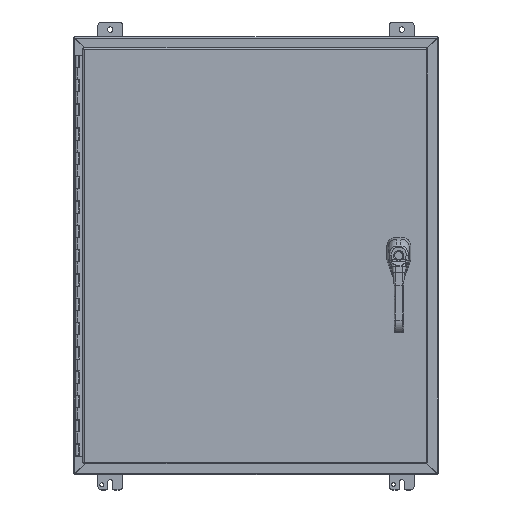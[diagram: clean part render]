
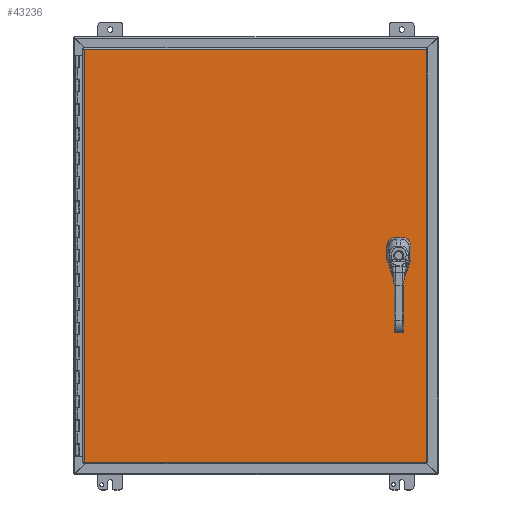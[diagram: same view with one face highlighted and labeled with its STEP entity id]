
A CAD part, top view. The second image highlights one B-rep face of the part: STEP entity #43236.
In plain terms, the highlighted face is planar.
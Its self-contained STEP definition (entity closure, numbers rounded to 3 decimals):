
#3061=FACE_BOUND('',#8546,.T.);
#3062=FACE_BOUND('',#8547,.T.);
#3063=FACE_BOUND('',#8548,.T.);
#3064=FACE_BOUND('',#8549,.T.);
#3710=PLANE('',#48227);
#5885=FACE_OUTER_BOUND('',#8545,.T.);
#8545=EDGE_LOOP('',(#36630,#36631,#36632,#36633));
#8546=EDGE_LOOP('',(#36634,#36635,#36636,#36637,#36638,#36639,#36640,#36641));
#8547=EDGE_LOOP('',(#36642));
#8548=EDGE_LOOP('',(#36643));
#8549=EDGE_LOOP('',(#36644));
#11204=LINE('',#106556,#14292);
#11208=LINE('',#106568,#14296);
#11212=LINE('',#106580,#14300);
#11216=LINE('',#106590,#14304);
#11241=LINE('',#106763,#14329);
#11254=LINE('',#106898,#14342);
#11272=LINE('',#107067,#14360);
#11276=LINE('',#107102,#14364);
#14292=VECTOR('',#58244,0.394);
#14296=VECTOR('',#58256,0.394);
#14300=VECTOR('',#58268,0.394);
#14304=VECTOR('',#58280,0.394);
#14329=VECTOR('',#58337,0.394);
#14342=VECTOR('',#58360,0.394);
#14360=VECTOR('',#58394,0.394);
#14364=VECTOR('',#58404,0.394);
#17233=CIRCLE('',#48171,0.453);
#17235=CIRCLE('',#48175,0.453);
#17237=CIRCLE('',#48179,0.453);
#17239=CIRCLE('',#48183,0.453);
#17240=CIRCLE('',#48186,0.141);
#17242=CIRCLE('',#48189,0.141);
#17244=CIRCLE('',#48192,0.141);
#20299=VERTEX_POINT('',#106547);
#20300=VERTEX_POINT('',#106549);
#20302=VERTEX_POINT('',#106555);
#20304=VERTEX_POINT('',#106561);
#20306=VERTEX_POINT('',#106567);
#20308=VERTEX_POINT('',#106573);
#20310=VERTEX_POINT('',#106579);
#20312=VERTEX_POINT('',#106585);
#20313=VERTEX_POINT('',#106592);
#20315=VERTEX_POINT('',#106598);
#20317=VERTEX_POINT('',#106604);
#20342=VERTEX_POINT('',#106754);
#20343=VERTEX_POINT('',#106762);
#20347=VERTEX_POINT('',#106834);
#20353=VERTEX_POINT('',#106890);
#25867=EDGE_CURVE('',#20300,#20299,#17233,.T.);
#25870=EDGE_CURVE('',#20302,#20300,#11204,.T.);
#25873=EDGE_CURVE('',#20304,#20302,#17235,.T.);
#25876=EDGE_CURVE('',#20306,#20304,#11208,.T.);
#25879=EDGE_CURVE('',#20308,#20306,#17237,.T.);
#25882=EDGE_CURVE('',#20310,#20308,#11212,.T.);
#25885=EDGE_CURVE('',#20312,#20310,#17239,.T.);
#25888=EDGE_CURVE('',#20299,#20312,#11216,.T.);
#25889=EDGE_CURVE('',#20313,#20313,#17240,.T.);
#25892=EDGE_CURVE('',#20315,#20315,#17242,.T.);
#25895=EDGE_CURVE('',#20317,#20317,#17244,.T.);
#25928=EDGE_CURVE('',#20343,#20342,#11241,.T.);
#25948=EDGE_CURVE('',#20347,#20353,#11254,.T.);
#25973=EDGE_CURVE('',#20342,#20347,#11272,.T.);
#25978=EDGE_CURVE('',#20353,#20343,#11276,.T.);
#36630=ORIENTED_EDGE('',*,*,#25973,.T.);
#36631=ORIENTED_EDGE('',*,*,#25948,.T.);
#36632=ORIENTED_EDGE('',*,*,#25978,.T.);
#36633=ORIENTED_EDGE('',*,*,#25928,.T.);
#36634=ORIENTED_EDGE('',*,*,#25867,.T.);
#36635=ORIENTED_EDGE('',*,*,#25888,.T.);
#36636=ORIENTED_EDGE('',*,*,#25885,.T.);
#36637=ORIENTED_EDGE('',*,*,#25882,.T.);
#36638=ORIENTED_EDGE('',*,*,#25879,.T.);
#36639=ORIENTED_EDGE('',*,*,#25876,.T.);
#36640=ORIENTED_EDGE('',*,*,#25873,.T.);
#36641=ORIENTED_EDGE('',*,*,#25870,.T.);
#36642=ORIENTED_EDGE('',*,*,#25889,.T.);
#36643=ORIENTED_EDGE('',*,*,#25892,.T.);
#36644=ORIENTED_EDGE('',*,*,#25895,.T.);
#43236=ADVANCED_FACE('',(#5885,#3061,#3062,#3063,#3064),#3710,.F.);
#48171=AXIS2_PLACEMENT_3D('',#106550,#58238,#58239);
#48175=AXIS2_PLACEMENT_3D('',#106562,#58250,#58251);
#48179=AXIS2_PLACEMENT_3D('',#106574,#58262,#58263);
#48183=AXIS2_PLACEMENT_3D('',#106586,#58274,#58275);
#48186=AXIS2_PLACEMENT_3D('',#106593,#58283,#58284);
#48189=AXIS2_PLACEMENT_3D('',#106599,#58290,#58291);
#48192=AXIS2_PLACEMENT_3D('',#106605,#58297,#58298);
#48227=AXIS2_PLACEMENT_3D('',#107205,#58440,#58441);
#58238=DIRECTION('center_axis',(0.,0.,1.));
#58239=DIRECTION('ref_axis',(-0.469,-0.883,0.));
#58244=DIRECTION('',(0.,1.,0.));
#58250=DIRECTION('center_axis',(0.,0.,1.));
#58251=DIRECTION('ref_axis',(-0.883,0.469,0.));
#58256=DIRECTION('',(1.,0.,0.));
#58262=DIRECTION('center_axis',(0.,0.,1.));
#58263=DIRECTION('ref_axis',(0.469,0.883,0.));
#58268=DIRECTION('',(0.,-1.,0.));
#58274=DIRECTION('center_axis',(0.,0.,1.));
#58275=DIRECTION('ref_axis',(0.883,-0.469,0.));
#58280=DIRECTION('',(-1.,0.,0.));
#58283=DIRECTION('center_axis',(0.,0.,1.));
#58284=DIRECTION('ref_axis',(1.,0.,0.));
#58290=DIRECTION('center_axis',(0.,0.,1.));
#58291=DIRECTION('ref_axis',(1.,0.,0.));
#58297=DIRECTION('center_axis',(0.,0.,1.));
#58298=DIRECTION('ref_axis',(1.,0.,0.));
#58337=DIRECTION('',(-1.,0.,0.));
#58360=DIRECTION('',(1.,0.,0.));
#58394=DIRECTION('',(0.,1.,0.));
#58404=DIRECTION('',(0.,-1.,0.));
#58440=DIRECTION('center_axis',(0.,0.,1.));
#58441=DIRECTION('ref_axis',(1.,0.,0.));
#106547=CARTESIAN_POINT('',(12.025,0.4,0.));
#106549=CARTESIAN_POINT('',(12.213,0.213,0.));
#106550=CARTESIAN_POINT('Origin',(11.813,0.,0.));
#106555=CARTESIAN_POINT('',(12.213,-0.213,0.));
#106556=CARTESIAN_POINT('',(12.213,0.106,0.));
#106561=CARTESIAN_POINT('',(12.025,-0.4,0.));
#106562=CARTESIAN_POINT('Origin',(11.813,0.,0.));
#106567=CARTESIAN_POINT('',(11.6,-0.4,0.));
#106568=CARTESIAN_POINT('',(6.013,-0.4,0.));
#106573=CARTESIAN_POINT('',(11.413,-0.213,0.));
#106574=CARTESIAN_POINT('Origin',(11.813,0.,0.));
#106579=CARTESIAN_POINT('',(11.413,0.213,0.));
#106580=CARTESIAN_POINT('',(11.413,-0.106,0.));
#106585=CARTESIAN_POINT('',(11.6,0.4,0.));
#106586=CARTESIAN_POINT('Origin',(11.813,0.,0.));
#106590=CARTESIAN_POINT('',(5.8,0.4,0.));
#106592=CARTESIAN_POINT('',(11.672,0.886,0.));
#106593=CARTESIAN_POINT('Origin',(11.813,0.886,0.));
#106598=CARTESIAN_POINT('',(11.672,1.378,0.));
#106599=CARTESIAN_POINT('Origin',(11.813,1.378,0.));
#106604=CARTESIAN_POINT('',(11.672,-0.885,0.));
#106605=CARTESIAN_POINT('Origin',(11.813,-0.885,0.));
#106754=CARTESIAN_POINT('',(-14.082,-16.989,0.));
#106762=CARTESIAN_POINT('',(14.082,-16.989,0.));
#106763=CARTESIAN_POINT('',(7.041,-16.989,0.));
#106834=CARTESIAN_POINT('',(-14.082,16.989,0.));
#106890=CARTESIAN_POINT('',(14.082,16.989,0.));
#106898=CARTESIAN_POINT('',(-7.094,16.989,0.));
#107067=CARTESIAN_POINT('',(-14.082,-8.494,0.));
#107102=CARTESIAN_POINT('',(14.082,8.494,0.));
#107205=CARTESIAN_POINT('Origin',(0.,0.,0.));
